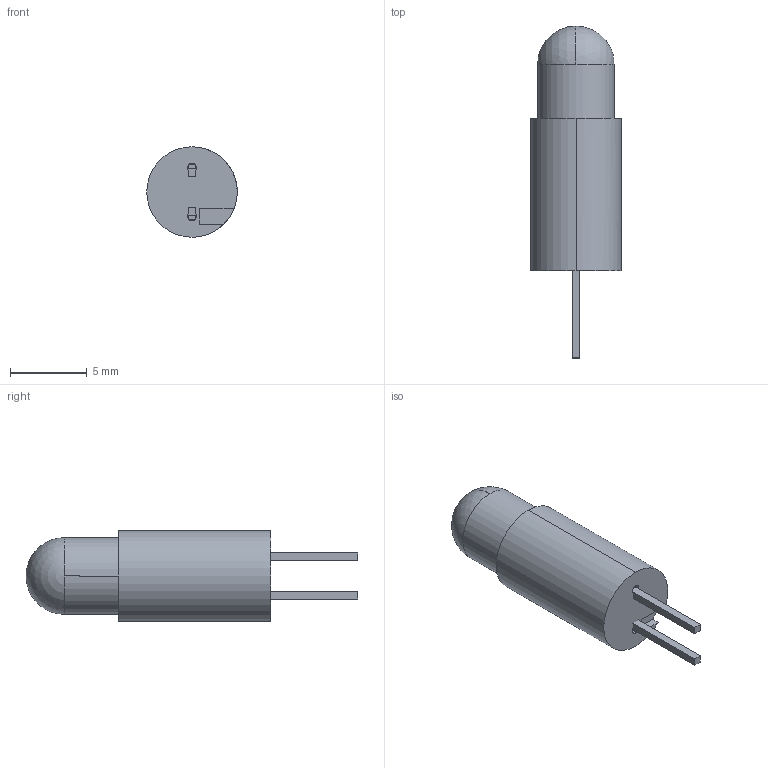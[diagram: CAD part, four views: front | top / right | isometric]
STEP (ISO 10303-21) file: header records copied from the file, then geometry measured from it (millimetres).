
FILE_DESCRIPTION (( 'STEP AP214' ), '1' );
FILE_NAME ('BP202 Series.STEP', '2018-10-10T15:54:17', ( 'skyadmin' ), ( 'Microsoft' ), 'SwSTEP 2.0', 'SolidWorks 2018', '' );
FILE_SCHEMA (( 'AUTOMOTIVE_DESIGN' ));
Length unit declared in the file: foot
Products named in the file (3): BP202 Series; 200-NWB; BP203
Assembly tree (2 placements, depth 2):
  BP202 Series
    BP203
    200-NWB
Bounding box: 5.89 x 21.62 x 5.89 mm (x, y, z)
Volume: 106 mm3; surface area: 723.3 mm2
Topology: 1 solids, 3 shells, 78 faces, 200 edges, 127 vertices
Faces by surface type: plane 42, cylinder 22, cone 6, torus 4, sphere 4
Entity records: 2868 total; most frequent: DIRECTION 439, CARTESIAN_POINT 407, ORIENTED_EDGE 388, EDGE_CURVE 196, AXIS2_PLACEMENT_3D 159, VERTEX_POINT 127, LINE 121, VECTOR 121
